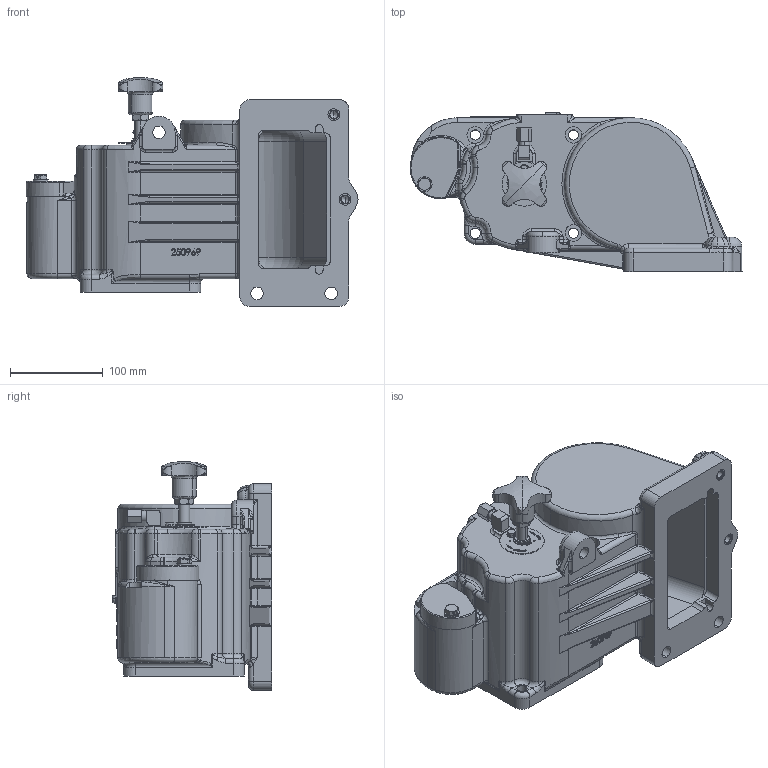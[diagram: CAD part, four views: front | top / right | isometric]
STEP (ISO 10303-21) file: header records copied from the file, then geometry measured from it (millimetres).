
FILE_DESCRIPTION (( 'STEP AP214' ), '1' );
FILE_NAME ('GV80-D_250726.STEP', '2014-11-24T12:26:19', ( 'Admin2' ), ( '' ), 'SwSTEP 2.0', 'SolidWorks 2010', '' );
FILE_SCHEMA (( 'AUTOMOTIVE_DESIGN' ));
Length unit declared in the file: millimetre
Products named in the file (1): GV80-D_250726
Bounding box: 358.5 x 172 x 247 mm (x, y, z)
Volume: 2821820.3 mm3; surface area: 576996.6 mm2
Topology: 18 solids, 18 shells, 2331 faces, 5861 edges, 3554 vertices
Faces by surface type: plane 704, cylinder 590, bspline 549, torus 282, cone 189, sphere 17
Entity records: 123608 total; most frequent: CARTESIAN_POINT 45999, ORIENTED_EDGE 11486, DIRECTION 9727, EDGE_CURVE 5743, AXIS2_PLACEMENT_3D 3639, VERTEX_POINT 3549, EDGE_LOOP 2518, LINE 2449
